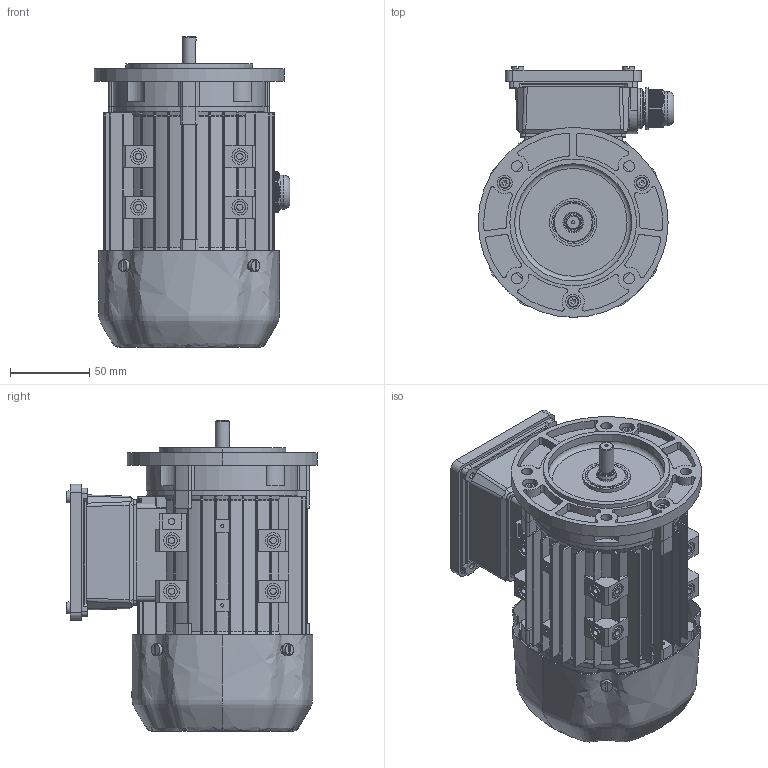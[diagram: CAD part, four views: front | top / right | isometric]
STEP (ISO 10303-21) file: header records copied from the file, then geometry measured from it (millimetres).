
FILE_DESCRIPTION(/* description */ (''),/* implementation_level */ '2;1');
FILE_NAME(/* name */ 'JL-56-B5.stp',/* time_stamp */ '2016-09-01T10:33:28+08:00',/* author */ (''),/* organization */ (''),/* preprocessor_version */ 'ST-DEVELOPER v16',/* originating_system */ 'SIEMENS PLM Software NX 10.0',/* authorisation */ '');
FILE_SCHEMA (('AUTOMOTIVE_DESIGN { 1 0 10303 214 3 1 1 1 }'));
Products named in the file (1): pc05908BCBstu6
Bounding box: 123.58 x 158.4 x 195.8 mm (x, y, z)
Volume: 406952.9 mm3; surface area: 333984.9 mm2
Topology: 37 solids, 39 shells, 2922 faces, 8062 edges, 5333 vertices
Faces by surface type: plane 1590, cylinder 1033, torus 154, cone 125, bspline 20
Full cylindrical faces by diameter (mm): 2 x1, 3 x8, 3.545 x11, 4 x18, 4.132 x1, 4.134 x1, 4.9 x3, 7 x3, 8.4 x1, 9 x1, 10.6 x1, 11.2 x1, 11.4 x2, 12 x4, 13.75 x1, 14 x1, 16.25 x3, 18.75 x10, 19.375 x6, 20 x18, 20.625 x6, 21.25 x6, 21.562 x1, 25 x3, 25.6 x1, 26.562 x1, 33.7 x1, 90 x1
Entity records: 155377 total; most frequent: CARTESIAN_POINT 82580, ORIENTED_EDGE 15420, DIRECTION 14473, EDGE_CURVE 7711, VERTEX_POINT 5191, AXIS2_PLACEMENT_3D 5178, LINE 4117, VECTOR 4117
